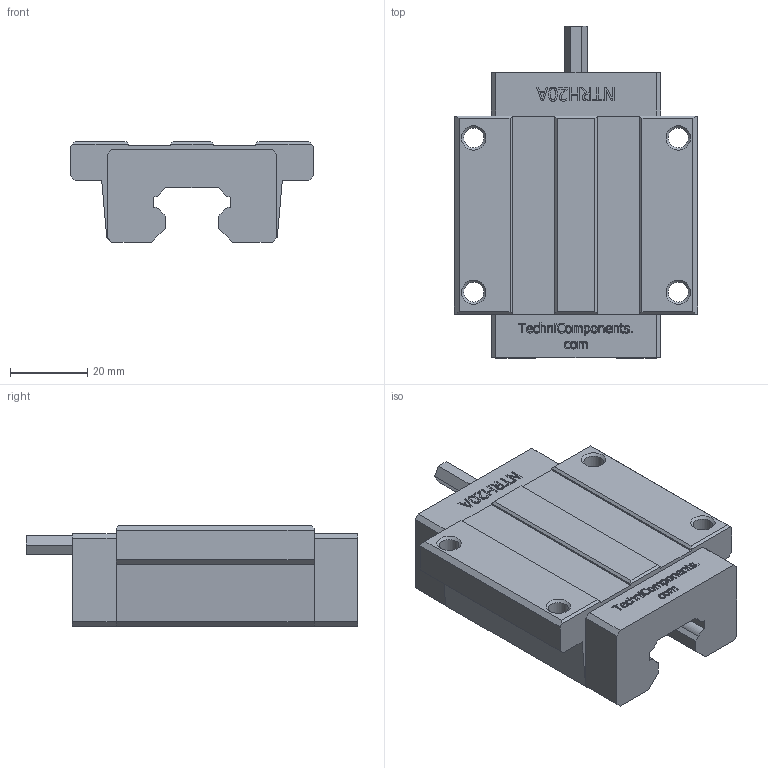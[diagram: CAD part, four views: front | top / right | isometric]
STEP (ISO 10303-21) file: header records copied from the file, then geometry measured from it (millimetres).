
FILE_DESCRIPTION(/* description */ ('https://www.lineairgeleidingshop.com/nr_135_newton-loopwagen-met-flens-20mm-1-stuks_L100-NTRH20A-001'),/* implementation_level */ '2;1');
FILE_NAME(/* name */ 'L100-NTRH20A-001.stp',/* time_stamp */ '2017-12-19T10:36:34+01:00',/* author */ ('JvDrunen'),/* organization */ (''),/* preprocessor_version */ 'ST-DEVELOPER v16.5',/* originating_system */ 'Autodesk Inventor 2017',/* authorisation */ '');
FILE_SCHEMA (('AUTOMOTIVE_DESIGN { 1 0 10303 214 3 1 1 }'));
Length unit declared in the file: millimetre
Products named in the file (1): Q100096
Bounding box: 63 x 86 x 26 mm (x, y, z)
Volume: 74139.8 mm3; surface area: 17107.9 mm2
Topology: 1 solids, 1 shells, 487 faces, 1331 edges, 884 vertices
Faces by surface type: plane 281, bspline 194, cylinder 8, cone 4
Full cylindrical faces by diameter (mm): 5.134 x4
Entity records: 16219 total; most frequent: CARTESIAN_POINT 5209, ORIENTED_EDGE 2638, DIRECTION 1539, EDGE_CURVE 1319, LINE 911, VECTOR 911, VERTEX_POINT 880, EDGE_LOOP 541
